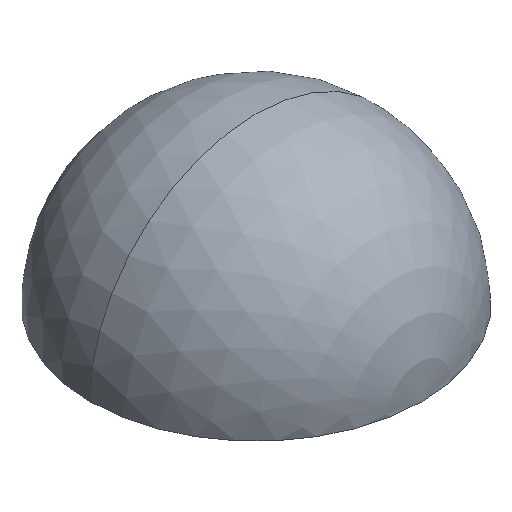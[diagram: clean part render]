
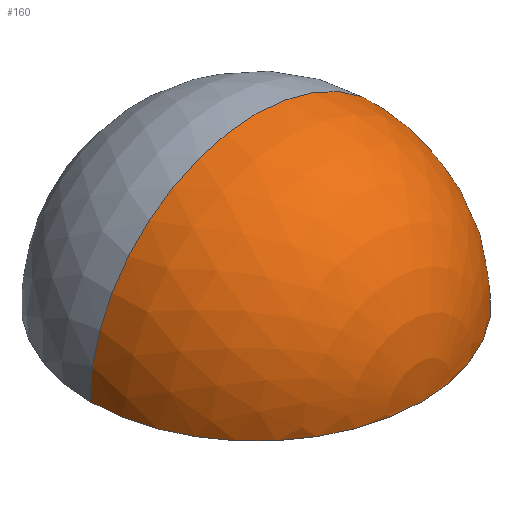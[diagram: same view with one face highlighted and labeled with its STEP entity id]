
A CAD part, isometric view. The second image highlights one B-rep face of the part: STEP entity #160.
In plain terms, the highlighted spherical face has radius 1 mm.
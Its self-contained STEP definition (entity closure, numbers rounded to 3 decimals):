
#6 = AXIS2_PLACEMENT_3D ( 'NONE', #86, #103, #104 ) ;
#21 = VERTEX_POINT ( 'NONE', #63 ) ;
#22 = EDGE_LOOP ( 'NONE', ( #27, #43, #30 ) ) ;
#26 = VERTEX_POINT ( 'NONE', #61 ) ;
#27 = ORIENTED_EDGE ( 'NONE', *, *, #134, .T. ) ;
#30 = ORIENTED_EDGE ( 'NONE', *, *, #133, .F. ) ;
#32 = VERTEX_POINT ( 'NONE', #62 ) ;
#35 = CIRCLE ( 'NONE', #136, 1. ) ;
#36 = CIRCLE ( 'NONE', #137, 1. ) ;
#42 = CIRCLE ( 'NONE', #138, 1. ) ;
#43 = ORIENTED_EDGE ( 'NONE', *, *, #132, .T. ) ;
#45 = FACE_OUTER_BOUND ( 'NONE', #22, .T. ) ;
#49 = SPHERICAL_SURFACE ( 'NONE', #6, 1. ) ;
#61 = CARTESIAN_POINT ( 'NONE',  ( 1., 0., 0. ) ) ;
#62 = CARTESIAN_POINT ( 'NONE',  ( 0., 0., 1. ) ) ;
#63 = CARTESIAN_POINT ( 'NONE',  ( -1., 0., 0. ) ) ;
#64 = CARTESIAN_POINT ( 'NONE',  ( 0., 0., 0. ) ) ;
#65 = DIRECTION ( 'NONE',  ( 0., -1., 0. ) ) ;
#66 = DIRECTION ( 'NONE',  ( 1., 0., 0. ) ) ;
#68 = CARTESIAN_POINT ( 'NONE',  ( 0., 0., 0. ) ) ;
#69 = DIRECTION ( 'NONE',  ( 0., 1., 0. ) ) ;
#70 = DIRECTION ( 'NONE',  ( 0., 0., 1. ) ) ;
#73 = CARTESIAN_POINT ( 'NONE',  ( 0., 0., 0. ) ) ;
#74 = DIRECTION ( 'NONE',  ( 0., 0., 1. ) ) ;
#75 = DIRECTION ( 'NONE',  ( 1., 0., 0. ) ) ;
#86 = CARTESIAN_POINT ( 'NONE',  ( 0., 0., 0. ) ) ;
#103 = DIRECTION ( 'NONE',  ( 0., -1., 0. ) ) ;
#104 = DIRECTION ( 'NONE',  ( -1., 0., 0. ) ) ;
#132 = EDGE_CURVE ( 'NONE', #26, #32, #35, .T. ) ;
#133 = EDGE_CURVE ( 'NONE', #21, #32, #36, .T. ) ;
#134 = EDGE_CURVE ( 'NONE', #21, #26, #42, .T. ) ;
#136 = AXIS2_PLACEMENT_3D ( 'NONE', #64, #65, #66 ) ;
#137 = AXIS2_PLACEMENT_3D ( 'NONE', #68, #69, #70 ) ;
#138 = AXIS2_PLACEMENT_3D ( 'NONE', #73, #74, #75 ) ;
#160 = ADVANCED_FACE ( 'NONE', ( #45 ), #49, .T. ) ;
